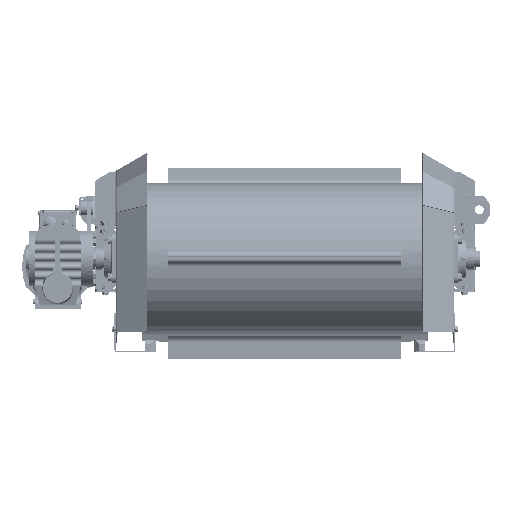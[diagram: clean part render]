
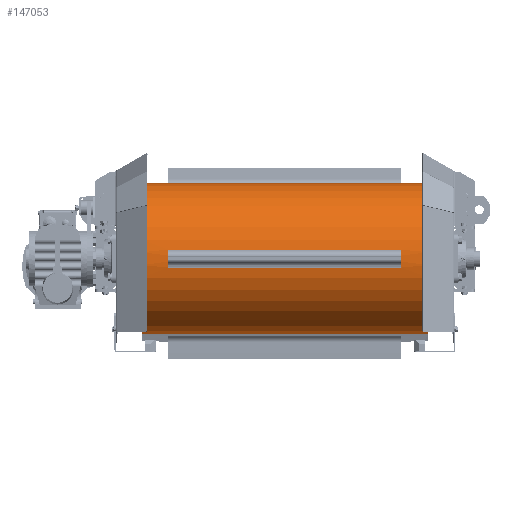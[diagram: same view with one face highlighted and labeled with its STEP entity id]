
A CAD part, left-side view. The second image highlights one B-rep face of the part: STEP entity #147053.
In plain terms, the highlighted cylindrical face has radius 211 mm (diameter 422 mm), a partial arc.
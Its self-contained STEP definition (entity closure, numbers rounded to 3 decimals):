
#4289=CYLINDRICAL_SURFACE('',#159140,211.);
#10717=LINE('',#234129,#21005);
#10729=LINE('',#234156,#21017);
#10734=LINE('',#234184,#21022);
#10735=LINE('',#234188,#21023);
#21005=VECTOR('',#186826,10.);
#21017=VECTOR('',#186854,10.);
#21022=VECTOR('',#186885,10.);
#21023=VECTOR('',#186890,10.);
#28368=FACE_BOUND('',#42219,.T.);
#32874=FACE_OUTER_BOUND('',#42218,.T.);
#42218=EDGE_LOOP('',(#106728,#106729,#106730,#106731));
#42219=EDGE_LOOP('',(#106732,#106733,#106734,#106735));
#51382=CIRCLE('',#159115,211.);
#51387=CIRCLE('',#159128,211.);
#51392=CIRCLE('',#159135,211.);
#51396=CIRCLE('',#159141,211.);
#61637=VERTEX_POINT('',#234111);
#61638=VERTEX_POINT('',#234112);
#61645=VERTEX_POINT('',#234128);
#61652=VERTEX_POINT('',#234154);
#61659=VERTEX_POINT('',#234173);
#61660=VERTEX_POINT('',#234175);
#61662=VERTEX_POINT('',#234182);
#61663=VERTEX_POINT('',#234186);
#77846=EDGE_CURVE('',#61637,#61638,#51382,.T.);
#77854=EDGE_CURVE('',#61645,#61637,#10717,.T.);
#77868=EDGE_CURVE('',#61638,#61652,#10729,.T.);
#77869=EDGE_CURVE('',#61652,#61645,#51387,.T.);
#77877=EDGE_CURVE('',#61659,#61660,#51392,.T.);
#77882=EDGE_CURVE('',#61662,#61659,#10734,.T.);
#77883=EDGE_CURVE('',#61663,#61662,#51396,.T.);
#77884=EDGE_CURVE('',#61663,#61660,#10735,.T.);
#106728=ORIENTED_EDGE('',*,*,#77882,.F.);
#106729=ORIENTED_EDGE('',*,*,#77883,.F.);
#106730=ORIENTED_EDGE('',*,*,#77884,.T.);
#106731=ORIENTED_EDGE('',*,*,#77877,.F.);
#106732=ORIENTED_EDGE('',*,*,#77846,.T.);
#106733=ORIENTED_EDGE('',*,*,#77868,.T.);
#106734=ORIENTED_EDGE('',*,*,#77869,.T.);
#106735=ORIENTED_EDGE('',*,*,#77854,.T.);
#147053=ADVANCED_FACE('',(#32874,#28368),#4289,.T.);
#159115=AXIS2_PLACEMENT_3D('',#234113,#186813,#186814);
#159128=AXIS2_PLACEMENT_3D('',#234158,#186857,#186858);
#159135=AXIS2_PLACEMENT_3D('',#234176,#186874,#186875);
#159140=AXIS2_PLACEMENT_3D('',#234185,#186886,#186887);
#159141=AXIS2_PLACEMENT_3D('',#234187,#186888,#186889);
#186813=DIRECTION('center_axis',(0.,1.,0.));
#186814=DIRECTION('ref_axis',(-0.047,0.,
-0.999));
#186826=DIRECTION('',(0.,1.,0.));
#186854=DIRECTION('',(0.,-1.,0.));
#186857=DIRECTION('center_axis',(0.,-1.,0.));
#186858=DIRECTION('ref_axis',(-0.047,0.,
-0.999));
#186874=DIRECTION('center_axis',(0.,1.,0.));
#186875=DIRECTION('ref_axis',(-0.047,0.,
-0.999));
#186885=DIRECTION('',(0.,1.,0.));
#186886=DIRECTION('center_axis',(0.,-1.,0.));
#186887=DIRECTION('ref_axis',(-0.047,0.,
-0.999));
#186888=DIRECTION('center_axis',(0.,-1.,0.));
#186889=DIRECTION('ref_axis',(-0.047,0.,
-0.999));
#186890=DIRECTION('',(0.,1.,0.));
#234111=CARTESIAN_POINT('',(-1279.514,325.,-112.));
#234112=CARTESIAN_POINT('',(-1279.514,325.,-62.));
#234113=CARTESIAN_POINT('Origin',(-1070.,325.,-87.));
#234128=CARTESIAN_POINT('',(-1279.514,-325.,-112.));
#234129=CARTESIAN_POINT('',(-1279.514,0.,-112.));
#234154=CARTESIAN_POINT('',(-1279.514,-325.,-62.));
#234156=CARTESIAN_POINT('',(-1279.514,0.,-62.));
#234158=CARTESIAN_POINT('Origin',(-1070.,-325.,-87.));
#234173=CARTESIAN_POINT('',(-1060.063,400.,-297.766));
#234175=CARTESIAN_POINT('',(-1060.063,400.,123.766));
#234176=CARTESIAN_POINT('Origin',(-1070.,400.,-87.));
#234182=CARTESIAN_POINT('',(-1060.063,-400.,-297.766));
#234184=CARTESIAN_POINT('',(-1060.063,0.,-297.766));
#234185=CARTESIAN_POINT('Origin',(-1070.,0.,
-87.));
#234186=CARTESIAN_POINT('',(-1060.063,-400.,123.766));
#234187=CARTESIAN_POINT('Origin',(-1070.,-400.,-87.));
#234188=CARTESIAN_POINT('',(-1060.063,0.,123.766));
